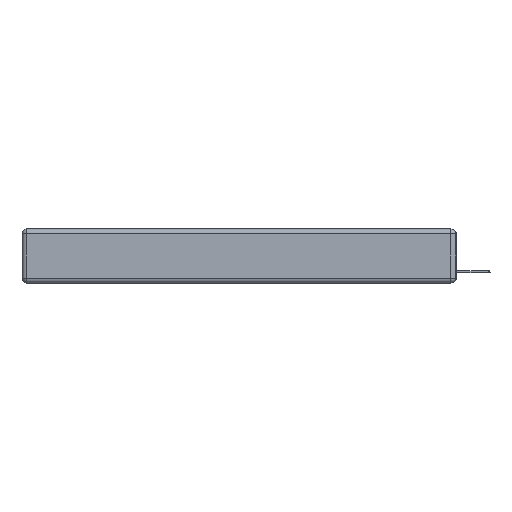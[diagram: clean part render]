
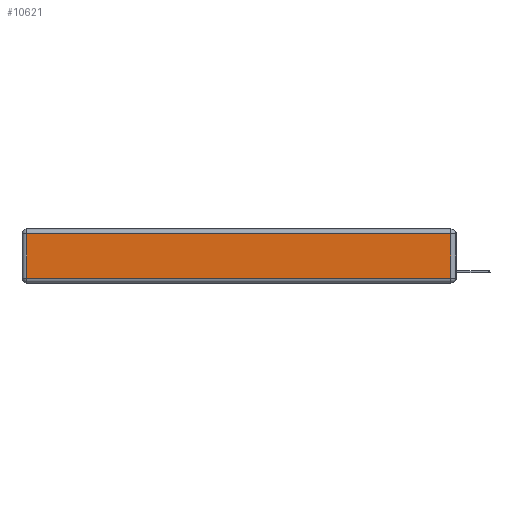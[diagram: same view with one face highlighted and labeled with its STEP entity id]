
A CAD part, left-side view. The second image highlights one B-rep face of the part: STEP entity #10621.
In plain terms, the highlighted planar face has unit normal (-1, 0, 0).
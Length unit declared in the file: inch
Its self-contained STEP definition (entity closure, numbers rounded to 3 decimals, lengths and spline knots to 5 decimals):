
#467 = LINE ( 'NONE', #14745, #4505 ) ;
#493 = EDGE_CURVE ( 'NONE', #3018, #6882, #13558, .T. ) ;
#1444 = CARTESIAN_POINT ( 'NONE',  ( 0., 0., -0.343 ) ) ;
#1599 = EDGE_CURVE ( 'NONE', #6882, #9064, #467, .T. ) ;
#2350 = ORIENTED_EDGE ( 'NONE', *, *, #4174, .T. ) ;
#2771 = VECTOR ( 'NONE', #4206, 39.37008 ) ;
#2793 = DIRECTION ( 'NONE',  ( 0., 0., 1. ) ) ;
#2862 = LINE ( 'NONE', #14668, #10624 ) ;
#3018 = VERTEX_POINT ( 'NONE', #14048 ) ;
#3334 = CARTESIAN_POINT ( 'NONE',  ( 0., 2.72, -0.343 ) ) ;
#3828 = CARTESIAN_POINT ( 'NONE',  ( 0., 2.72, -0.313 ) ) ;
#3929 = ORIENTED_EDGE ( 'NONE', *, *, #9654, .T. ) ;
#4173 = CARTESIAN_POINT ( 'NONE',  ( 0., 0.03, -0.313 ) ) ;
#4174 = EDGE_CURVE ( 'NONE', #14171, #3018, #4795, .T. ) ;
#4206 = DIRECTION ( 'NONE',  ( 0., 1., 0. ) ) ;
#4505 = VECTOR ( 'NONE', #8890, 39.37008 ) ;
#4795 = LINE ( 'NONE', #13482, #2771 ) ;
#6039 = EDGE_LOOP ( 'NONE', ( #8128, #3929, #2350, #13977 ) ) ;
#6882 = VERTEX_POINT ( 'NONE', #3828 ) ;
#7474 = DIRECTION ( 'NONE',  ( -1., 0., 0. ) ) ;
#8128 = ORIENTED_EDGE ( 'NONE', *, *, #1599, .T. ) ;
#8890 = DIRECTION ( 'NONE',  ( 0., -1., 0. ) ) ;
#9064 = VERTEX_POINT ( 'NONE', #4173 ) ;
#9654 = EDGE_CURVE ( 'NONE', #9064, #14171, #2862, .T. ) ;
#10463 = VECTOR ( 'NONE', #12646, 39.37008 ) ;
#10621 = ADVANCED_FACE ( 'NONE', ( #11878 ), #14517, .T. ) ;
#10624 = VECTOR ( 'NONE', #12572, 39.37008 ) ;
#11878 = FACE_OUTER_BOUND ( 'NONE', #6039, .T. ) ;
#12572 = DIRECTION ( 'NONE',  ( 0., 0., 1. ) ) ;
#12646 = DIRECTION ( 'NONE',  ( 0., 0., -1. ) ) ;
#12995 = CARTESIAN_POINT ( 'NONE',  ( 0., 0.03, -0.03 ) ) ;
#13482 = CARTESIAN_POINT ( 'NONE',  ( 0., 2.75, -0.03 ) ) ;
#13558 = LINE ( 'NONE', #3334, #10463 ) ;
#13977 = ORIENTED_EDGE ( 'NONE', *, *, #493, .T. ) ;
#14024 = AXIS2_PLACEMENT_3D ( 'NONE', #1444, #7474, #2793 ) ;
#14048 = CARTESIAN_POINT ( 'NONE',  ( 0., 2.72, -0.03 ) ) ;
#14171 = VERTEX_POINT ( 'NONE', #12995 ) ;
#14517 = PLANE ( 'NONE',  #14024 ) ;
#14668 = CARTESIAN_POINT ( 'NONE',  ( 0., 0.03, -0.343 ) ) ;
#14745 = CARTESIAN_POINT ( 'NONE',  ( 0., 0., -0.313 ) ) ;
